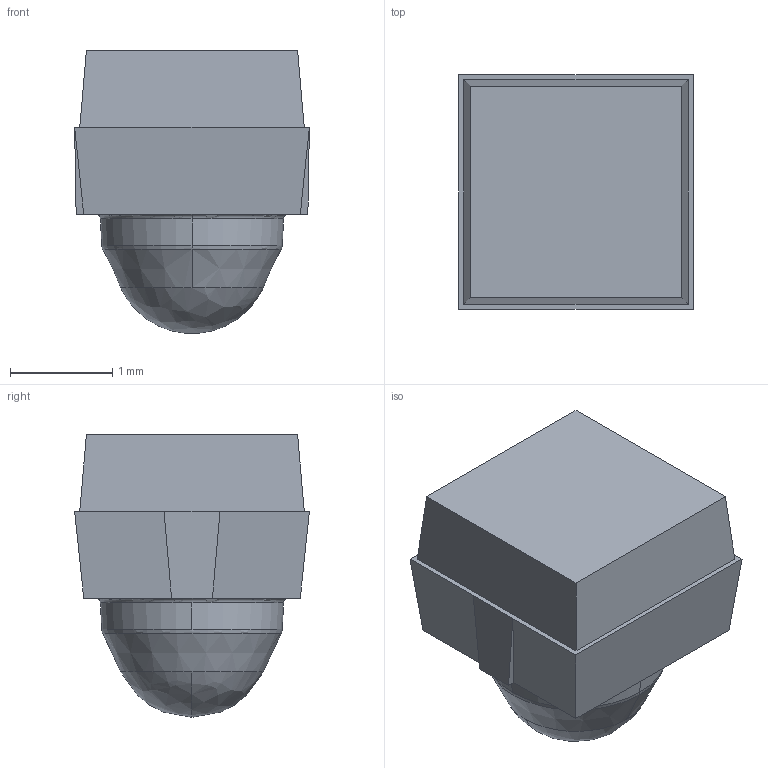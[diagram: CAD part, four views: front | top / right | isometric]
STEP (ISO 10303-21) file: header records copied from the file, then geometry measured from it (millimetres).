
FILE_DESCRIPTION(('FreeCAD Model'),'2;1');
FILE_NAME('IR26.step','2017-10-18T22:04:39',('Author'),('') ,'Open CASCADE STEP processor 6.8','FreeCAD','Unknown');
FILE_SCHEMA(('AUTOMOTIVE_DESIGN_CC2 { 1 2 10303 214 -1 1 5 4 }'));
Length unit declared in the file: millimetre
Products named in the file (1): IR26
Bounding box: 2.3 x 2.3 x 2.77 mm (x, y, z)
Volume: 9.6 mm3; surface area: 26.9 mm2
Topology: 1 solids, 1 shells, 31 faces, 77 edges, 50 vertices
Faces by surface type: plane 20, cone 5, bspline 4, torus 2
Entity records: 3558 total; most frequent: CARTESIAN_POINT 1883, DIRECTION 232, ORIENTED_EDGE 154, PCURVE 154, DEFINITIONAL_REPRESENTATION 154, LINE 146, VECTOR 146, EDGE_CURVE 77
